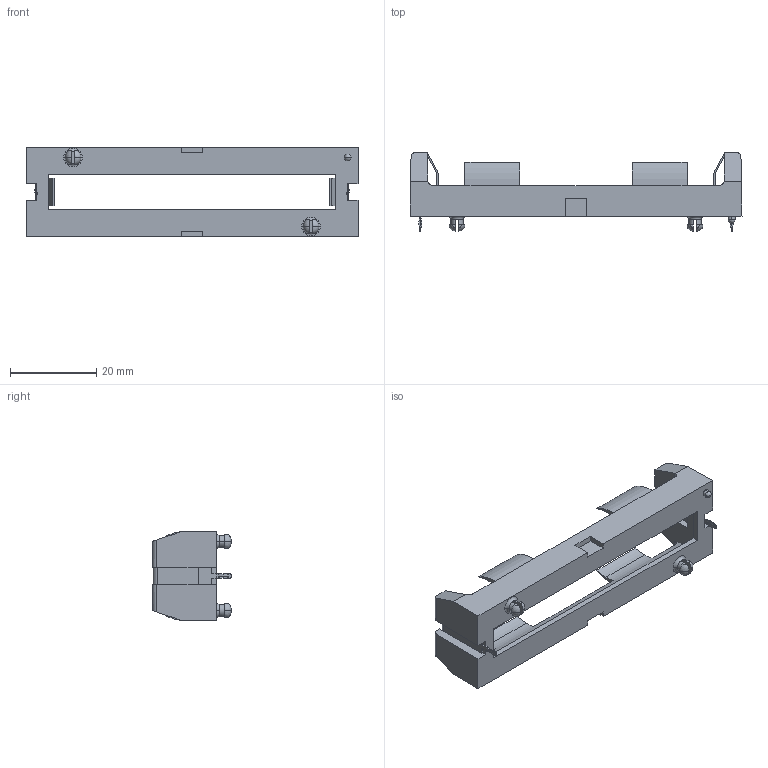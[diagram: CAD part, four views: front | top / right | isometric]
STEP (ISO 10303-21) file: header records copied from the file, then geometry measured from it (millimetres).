
FILE_DESCRIPTION (( 'STEP AP214' ), '1' );
FILE_NAME ('1043.STEP', '2019-05-02T10:00:27', ( '' ), ( '' ), 'SwSTEP 2.0', 'SolidWorks 2017', '' );
FILE_SCHEMA (( 'AUTOMOTIVE_DESIGN' ));
Length unit declared in the file: inch
Products named in the file (1): 1043
Bounding box: 77.06 x 18.41 x 20.65 mm (x, y, z)
Volume: 5697.8 mm3; surface area: 6220.1 mm2
Topology: 3 solids, 3 shells, 235 faces, 598 edges, 365 vertices
Faces by surface type: plane 153, cylinder 68, torus 12, sphere 2
Entity records: 7162 total; most frequent: CARTESIAN_POINT 1373, DIRECTION 1222, ORIENTED_EDGE 1192, EDGE_CURVE 596, AXIS2_PLACEMENT_3D 418, VECTOR 386, LINE 386, VERTEX_POINT 365
